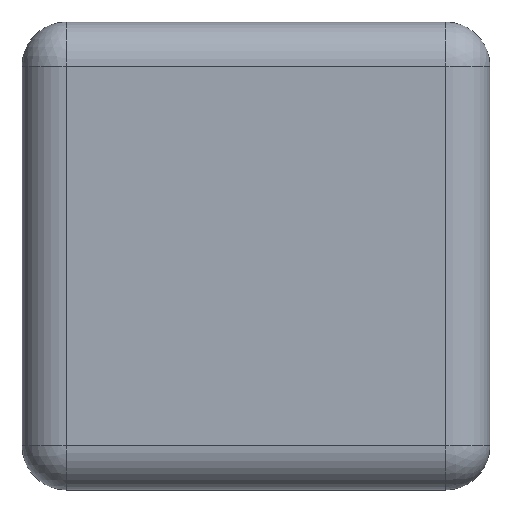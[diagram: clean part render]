
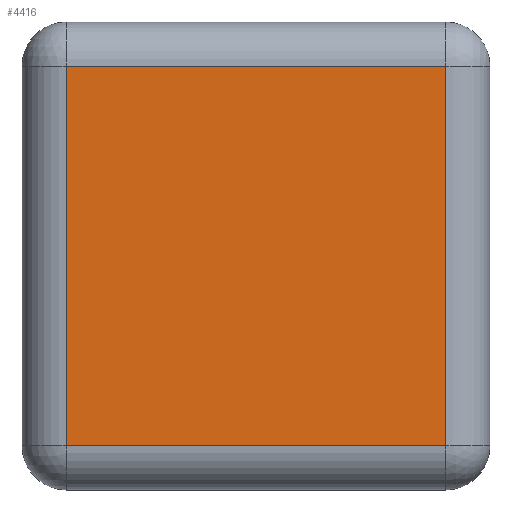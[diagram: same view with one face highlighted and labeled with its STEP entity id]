
A CAD part, front view. The second image highlights one B-rep face of the part: STEP entity #4416.
In plain terms, the highlighted planar face has unit normal (0, -1, 0).
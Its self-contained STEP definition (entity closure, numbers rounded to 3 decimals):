
#1909 = AXIS2_PLACEMENT_3D ( 'NONE', #30576, #38912, #21593 ) ;
#2957 = CARTESIAN_POINT ( 'NONE',  ( 0., -171.849, 341.912 ) ) ;
#3550 = EDGE_CURVE ( 'NONE', #41778, #22855, #45703, .T. ) ;
#3700 = PLANE ( 'NONE',  #1909 ) ;
#4267 = CARTESIAN_POINT ( 'NONE',  ( 341.912, -171.849, -341.912 ) ) ;
#4416 = ADVANCED_FACE ( 'NONE', ( #21310 ), #3700, .T. ) ;
#6658 = VECTOR ( 'NONE', #38422, 1000. ) ;
#7776 = CARTESIAN_POINT ( 'NONE',  ( 341.912, -171.849, 341.912 ) ) ;
#9978 = CARTESIAN_POINT ( 'NONE',  ( -341.912, -171.849, 341.912 ) ) ;
#11348 = LINE ( 'NONE', #2957, #6658 ) ;
#12610 = VERTEX_POINT ( 'NONE', #9978 ) ;
#21310 = FACE_OUTER_BOUND ( 'NONE', #22949, .T. ) ;
#21593 = DIRECTION ( 'NONE',  ( 0., 0., -1. ) ) ;
#21845 = EDGE_CURVE ( 'NONE', #48989, #41778, #38861, .T. ) ;
#22855 = VERTEX_POINT ( 'NONE', #7776 ) ;
#22949 = EDGE_LOOP ( 'NONE', ( #47490, #49051, #32071, #29862 ) ) ;
#24499 = CARTESIAN_POINT ( 'NONE',  ( -341.912, -171.849, -341.912 ) ) ;
#29862 = ORIENTED_EDGE ( 'NONE', *, *, #3550, .T. ) ;
#30356 = EDGE_CURVE ( 'NONE', #22855, #12610, #11348, .T. ) ;
#30576 = CARTESIAN_POINT ( 'NONE',  ( 0., -171.849, 0. ) ) ;
#32071 = ORIENTED_EDGE ( 'NONE', *, *, #21845, .T. ) ;
#32230 = VECTOR ( 'NONE', #50054, 1000. ) ;
#33994 = VECTOR ( 'NONE', #46653, 1000. ) ;
#38277 = CARTESIAN_POINT ( 'NONE',  ( 0., -171.849, -341.912 ) ) ;
#38422 = DIRECTION ( 'NONE',  ( -1., 0., 0. ) ) ;
#38861 = LINE ( 'NONE', #38277, #33994 ) ;
#38912 = DIRECTION ( 'NONE',  ( 0., -1., 0. ) ) ;
#39453 = CARTESIAN_POINT ( 'NONE',  ( 341.912, -171.849, 0. ) ) ;
#41778 = VERTEX_POINT ( 'NONE', #4267 ) ;
#44344 = EDGE_CURVE ( 'NONE', #12610, #48989, #56004, .T. ) ;
#45703 = LINE ( 'NONE', #39453, #32230 ) ;
#46653 = DIRECTION ( 'NONE',  ( 1., 0., 0. ) ) ;
#47490 = ORIENTED_EDGE ( 'NONE', *, *, #30356, .T. ) ;
#47605 = DIRECTION ( 'NONE',  ( 0., 0., -1. ) ) ;
#48989 = VERTEX_POINT ( 'NONE', #24499 ) ;
#49051 = ORIENTED_EDGE ( 'NONE', *, *, #44344, .T. ) ;
#50054 = DIRECTION ( 'NONE',  ( 0., 0., 1. ) ) ;
#50641 = VECTOR ( 'NONE', #47605, 1000. ) ;
#51972 = CARTESIAN_POINT ( 'NONE',  ( -341.912, -171.849, 0. ) ) ;
#56004 = LINE ( 'NONE', #51972, #50641 ) ;
